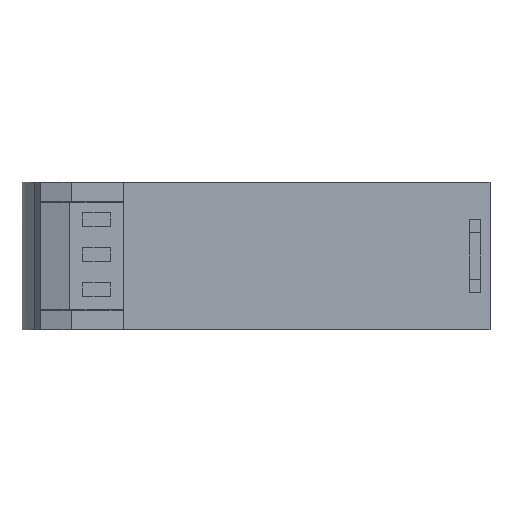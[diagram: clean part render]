
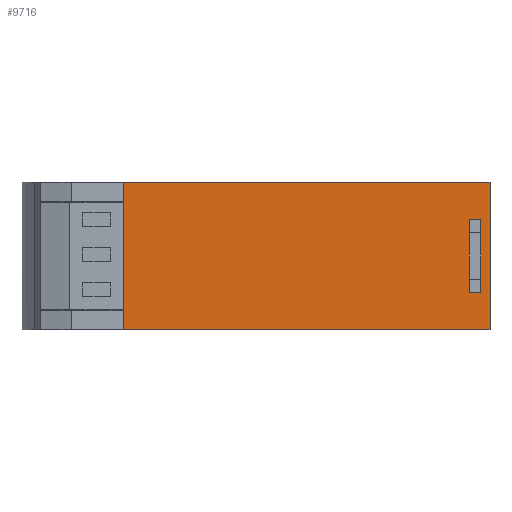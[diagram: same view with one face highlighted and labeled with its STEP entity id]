
A CAD part, front view. The second image highlights one B-rep face of the part: STEP entity #9716.
In plain terms, the highlighted planar face has unit normal (0, -1, 0).
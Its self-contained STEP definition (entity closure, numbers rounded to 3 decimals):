
#62 = VERTEX_POINT ( 'NONE', #3654 ) ;
#157 = EDGE_CURVE ( 'NONE', #4272, #9493, #6133, .T. ) ;
#526 = CARTESIAN_POINT ( 'NONE',  ( 99.7, -92., -24. ) ) ;
#555 = ORIENTED_EDGE ( 'NONE', *, *, #6881, .T. ) ;
#683 = EDGE_CURVE ( 'NONE', #8845, #62, #5374, .T. ) ;
#805 = ORIENTED_EDGE ( 'NONE', *, *, #7935, .F. ) ;
#1076 = EDGE_CURVE ( 'NONE', #4272, #62, #3232, .T. ) ;
#1118 = ORIENTED_EDGE ( 'NONE', *, *, #157, .F. ) ;
#1183 = VECTOR ( 'NONE', #3832, 1000. ) ;
#1210 = CARTESIAN_POINT ( 'NONE',  ( 99.7, -92., -19. ) ) ;
#1228 = CARTESIAN_POINT ( 'NONE',  ( 0., -92., -32. ) ) ;
#1413 = CARTESIAN_POINT ( 'NONE',  ( 99.7, -92., -8. ) ) ;
#1472 = CARTESIAN_POINT ( 'NONE',  ( 0., -92., 0. ) ) ;
#1485 = CARTESIAN_POINT ( 'NONE',  ( 97.2, -92., -13. ) ) ;
#1574 = CARTESIAN_POINT ( 'NONE',  ( 101.7, -92., 0. ) ) ;
#2191 = VERTEX_POINT ( 'NONE', #1485 ) ;
#2253 = DIRECTION ( 'NONE',  ( 0., 0., 1. ) ) ;
#2370 = FACE_OUTER_BOUND ( 'NONE', #9322, .T. ) ;
#2444 = EDGE_CURVE ( 'NONE', #6647, #7152, #2968, .T. ) ;
#2762 = DIRECTION ( 'NONE',  ( 0., -1., 0. ) ) ;
#2819 = EDGE_CURVE ( 'NONE', #8175, #8119, #9529, .T. ) ;
#2923 = VERTEX_POINT ( 'NONE', #8092 ) ;
#2968 = LINE ( 'NONE', #5798, #8077 ) ;
#3232 = LINE ( 'NONE', #7138, #8333 ) ;
#3393 = DIRECTION ( 'NONE',  ( 1., 0., 0. ) ) ;
#3463 = CARTESIAN_POINT ( 'NONE',  ( 99.7, -92., -8. ) ) ;
#3554 = LINE ( 'NONE', #9960, #3932 ) ;
#3567 = CARTESIAN_POINT ( 'NONE',  ( 99.7, -92., -24. ) ) ;
#3593 = DIRECTION ( 'NONE',  ( 1., 0., 0. ) ) ;
#3602 = LINE ( 'NONE', #4106, #8591 ) ;
#3654 = CARTESIAN_POINT ( 'NONE',  ( 101.7, -92., -32. ) ) ;
#3656 = ORIENTED_EDGE ( 'NONE', *, *, #2819, .F. ) ;
#3683 = PLANE ( 'NONE',  #6990 ) ;
#3827 = EDGE_CURVE ( 'NONE', #2191, #4795, #3554, .T. ) ;
#3830 = CARTESIAN_POINT ( 'NONE',  ( 97.2, -92., -8. ) ) ;
#3832 = DIRECTION ( 'NONE',  ( 1., 0., 0. ) ) ;
#3932 = VECTOR ( 'NONE', #4317, 1000. ) ;
#4106 = CARTESIAN_POINT ( 'NONE',  ( 97.2, -92., -24. ) ) ;
#4233 = FACE_BOUND ( 'NONE', #6738, .T. ) ;
#4272 = VERTEX_POINT ( 'NONE', #9441 ) ;
#4317 = DIRECTION ( 'NONE',  ( 0., 0., 1. ) ) ;
#4795 = VERTEX_POINT ( 'NONE', #3830 ) ;
#4899 = LINE ( 'NONE', #6603, #9601 ) ;
#4983 = CARTESIAN_POINT ( 'NONE',  ( 83.7, -92., -13. ) ) ;
#5082 = VECTOR ( 'NONE', #3593, 1000. ) ;
#5135 = VECTOR ( 'NONE', #3393, 1000. ) ;
#5374 = LINE ( 'NONE', #1574, #7226 ) ;
#5466 = EDGE_CURVE ( 'NONE', #9493, #8845, #7415, .T. ) ;
#5480 = FACE_BOUND ( 'NONE', #9289, .T. ) ;
#5486 = CARTESIAN_POINT ( 'NONE',  ( 22.153, -92., 0. ) ) ;
#5500 = ORIENTED_EDGE ( 'NONE', *, *, #3827, .T. ) ;
#5753 = EDGE_CURVE ( 'NONE', #2923, #8622, #8778, .T. ) ;
#5783 = LINE ( 'NONE', #3463, #8260 ) ;
#5798 = CARTESIAN_POINT ( 'NONE',  ( 99.7, -92., -24. ) ) ;
#6024 = ORIENTED_EDGE ( 'NONE', *, *, #9032, .T. ) ;
#6039 = DIRECTION ( 'NONE',  ( 0., 0., -1. ) ) ;
#6133 = LINE ( 'NONE', #7910, #8494 ) ;
#6248 = ORIENTED_EDGE ( 'NONE', *, *, #1076, .T. ) ;
#6481 = DIRECTION ( 'NONE',  ( 0., 0., 1. ) ) ;
#6603 = CARTESIAN_POINT ( 'NONE',  ( 99.7, -92., -24. ) ) ;
#6647 = VERTEX_POINT ( 'NONE', #7118 ) ;
#6738 = EDGE_LOOP ( 'NONE', ( #6024, #7026, #805, #3656 ) ) ;
#6840 = LINE ( 'NONE', #4983, #5135 ) ;
#6881 = EDGE_CURVE ( 'NONE', #4795, #7152, #5783, .T. ) ;
#6938 = ORIENTED_EDGE ( 'NONE', *, *, #5466, .F. ) ;
#6990 = AXIS2_PLACEMENT_3D ( 'NONE', #1228, #2762, #6039 ) ;
#7026 = ORIENTED_EDGE ( 'NONE', *, *, #5753, .T. ) ;
#7118 = CARTESIAN_POINT ( 'NONE',  ( 99.7, -92., -13. ) ) ;
#7138 = CARTESIAN_POINT ( 'NONE',  ( 0., -92., -32. ) ) ;
#7152 = VERTEX_POINT ( 'NONE', #1413 ) ;
#7226 = VECTOR ( 'NONE', #9414, 1000. ) ;
#7286 = ORIENTED_EDGE ( 'NONE', *, *, #683, .F. ) ;
#7415 = LINE ( 'NONE', #1472, #8277 ) ;
#7511 = DIRECTION ( 'NONE',  ( 1., 0., 0. ) ) ;
#7910 = CARTESIAN_POINT ( 'NONE',  ( 22.153, -92., -1. ) ) ;
#7935 = EDGE_CURVE ( 'NONE', #8119, #8622, #4899, .T. ) ;
#8077 = VECTOR ( 'NONE', #6481, 1000. ) ;
#8092 = CARTESIAN_POINT ( 'NONE',  ( 97.2, -92., -19. ) ) ;
#8119 = VERTEX_POINT ( 'NONE', #526 ) ;
#8122 = ORIENTED_EDGE ( 'NONE', *, *, #2444, .F. ) ;
#8175 = VERTEX_POINT ( 'NONE', #9971 ) ;
#8260 = VECTOR ( 'NONE', #7511, 1000. ) ;
#8277 = VECTOR ( 'NONE', #9418, 1000. ) ;
#8333 = VECTOR ( 'NONE', #8647, 1000. ) ;
#8376 = ORIENTED_EDGE ( 'NONE', *, *, #8580, .F. ) ;
#8494 = VECTOR ( 'NONE', #2253, 1000. ) ;
#8580 = EDGE_CURVE ( 'NONE', #2191, #6647, #6840, .T. ) ;
#8591 = VECTOR ( 'NONE', #9575, 1000. ) ;
#8622 = VERTEX_POINT ( 'NONE', #1210 ) ;
#8647 = DIRECTION ( 'NONE',  ( 1., 0., 0. ) ) ;
#8732 = DIRECTION ( 'NONE',  ( 0., 0., 1. ) ) ;
#8778 = LINE ( 'NONE', #10055, #1183 ) ;
#8845 = VERTEX_POINT ( 'NONE', #9272 ) ;
#9032 = EDGE_CURVE ( 'NONE', #8175, #2923, #3602, .T. ) ;
#9272 = CARTESIAN_POINT ( 'NONE',  ( 101.7, -92., 0. ) ) ;
#9289 = EDGE_LOOP ( 'NONE', ( #8376, #5500, #555, #8122 ) ) ;
#9322 = EDGE_LOOP ( 'NONE', ( #1118, #6248, #7286, #6938 ) ) ;
#9414 = DIRECTION ( 'NONE',  ( 0., 0., -1. ) ) ;
#9418 = DIRECTION ( 'NONE',  ( 1., 0., 0. ) ) ;
#9441 = CARTESIAN_POINT ( 'NONE',  ( 22.153, -92., -32. ) ) ;
#9493 = VERTEX_POINT ( 'NONE', #5486 ) ;
#9529 = LINE ( 'NONE', #3567, #5082 ) ;
#9575 = DIRECTION ( 'NONE',  ( 0., 0., 1. ) ) ;
#9601 = VECTOR ( 'NONE', #8732, 1000. ) ;
#9716 = ADVANCED_FACE ( 'NONE', ( #2370, #4233, #5480 ), #3683, .T. ) ;
#9960 = CARTESIAN_POINT ( 'NONE',  ( 97.2, -92., -24. ) ) ;
#9971 = CARTESIAN_POINT ( 'NONE',  ( 97.2, -92., -24. ) ) ;
#10055 = CARTESIAN_POINT ( 'NONE',  ( 83.7, -92., -19. ) ) ;
